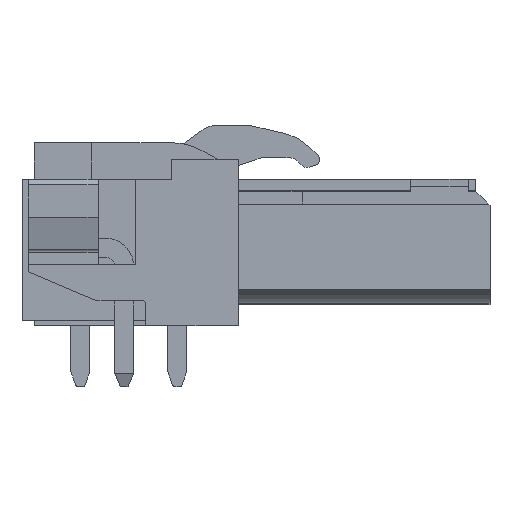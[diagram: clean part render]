
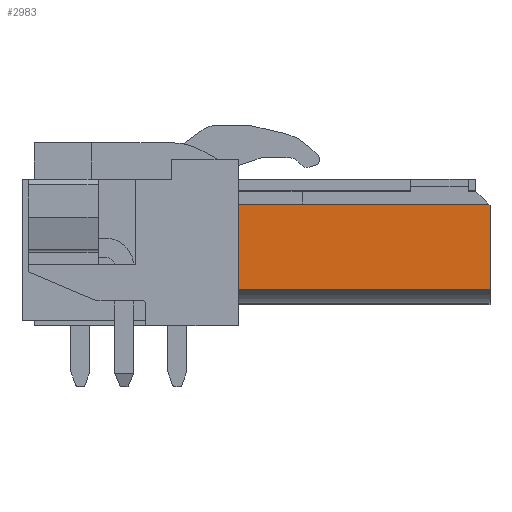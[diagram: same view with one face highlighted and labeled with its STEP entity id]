
A CAD part, left-side view. The second image highlights one B-rep face of the part: STEP entity #2983.
In plain terms, the highlighted planar face has unit normal (-1, 0, 0).
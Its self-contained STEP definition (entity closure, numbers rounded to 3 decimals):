
#2957=AXIS2_PLACEMENT_3D('Plane Axis2P3D',#2954,#2955,#2956) ;
#2670=CARTESIAN_POINT('Vertex',(5.64,13.2,5.12)) ;
#2686=CARTESIAN_POINT('Vertex',(5.64,0.,5.12)) ;
#2689=CARTESIAN_POINT('Line Origine',(5.64,6.6,5.12)) ;
#2930=CARTESIAN_POINT('Vertex',(5.64,13.2,9.59)) ;
#2933=CARTESIAN_POINT('Line Origine',(5.64,6.635,9.59)) ;
#2937=CARTESIAN_POINT('Vertex',(5.64,0.07,9.59)) ;
#2954=CARTESIAN_POINT('Axis2P3D Location',(5.64,0.,10.27)) ;
#2959=CARTESIAN_POINT('Line Origine',(5.64,0.035,9.555)) ;
#2963=CARTESIAN_POINT('Vertex',(5.64,0.,9.52)) ;
#2966=CARTESIAN_POINT('Line Origine',(5.64,13.2,7.355)) ;
#2971=CARTESIAN_POINT('Line Origine',(5.64,0.,7.32)) ;
#2690=DIRECTION('Vector Direction',(0.,1.,0.)) ;
#2934=DIRECTION('Vector Direction',(0.,1.,0.)) ;
#2955=DIRECTION('Axis2P3D Direction',(1.,-0.,0.)) ;
#2956=DIRECTION('Axis2P3D XDirection',(0.,0.,-1.)) ;
#2960=DIRECTION('Vector Direction',(0.,-0.707,-0.707)) ;
#2967=DIRECTION('Vector Direction',(0.,0.,-1.)) ;
#2972=DIRECTION('Vector Direction',(0.,0.,-1.)) ;
#2691=VECTOR('Line Direction',#2690,1.) ;
#2935=VECTOR('Line Direction',#2934,1.) ;
#2961=VECTOR('Line Direction',#2960,1.) ;
#2968=VECTOR('Line Direction',#2967,1.) ;
#2973=VECTOR('Line Direction',#2972,1.) ;
#2977=ORIENTED_EDGE('',*,*,#2965,.F.) ;
#2978=ORIENTED_EDGE('',*,*,#2939,.F.) ;
#2979=ORIENTED_EDGE('',*,*,#2970,.T.) ;
#2980=ORIENTED_EDGE('',*,*,#2693,.F.) ;
#2981=ORIENTED_EDGE('',*,*,#2975,.F.) ;
#2983=ADVANCED_FACE('HOUSING',(#2982),#2958,.F.) ;
#2693=EDGE_CURVE('',#2687,#2671,#2692,.T.) ;
#2939=EDGE_CURVE('',#2931,#2938,#2936,.F.) ;
#2965=EDGE_CURVE('',#2938,#2964,#2962,.T.) ;
#2970=EDGE_CURVE('',#2931,#2671,#2969,.T.) ;
#2975=EDGE_CURVE('',#2964,#2687,#2974,.T.) ;
#2976=EDGE_LOOP('',(#2977,#2978,#2979,#2980,#2981)) ;
#2982=FACE_OUTER_BOUND('',#2976,.T.) ;
#2692=LINE('Line',#2689,#2691) ;
#2936=LINE('Line',#2933,#2935) ;
#2962=LINE('Line',#2959,#2961) ;
#2969=LINE('Line',#2966,#2968) ;
#2974=LINE('Line',#2971,#2973) ;
#2958=PLANE('',#2957) ;
#2671=VERTEX_POINT('',#2670) ;
#2687=VERTEX_POINT('',#2686) ;
#2931=VERTEX_POINT('',#2930) ;
#2938=VERTEX_POINT('',#2937) ;
#2964=VERTEX_POINT('',#2963) ;
